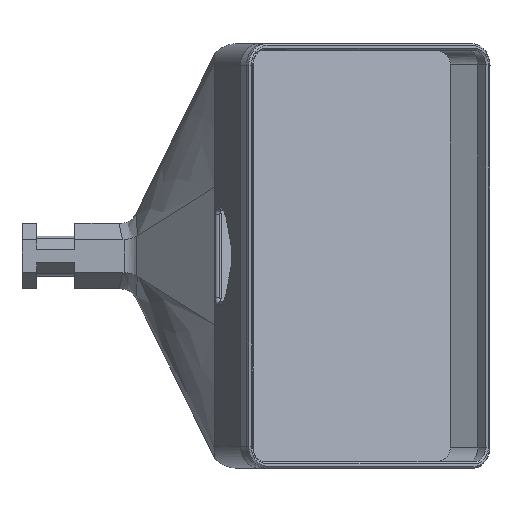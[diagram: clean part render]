
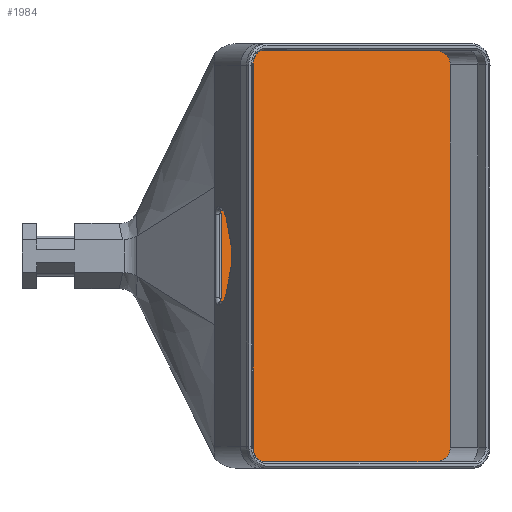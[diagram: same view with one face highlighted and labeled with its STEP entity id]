
A CAD part, top view. The second image highlights one B-rep face of the part: STEP entity #1984.
In plain terms, the highlighted planar face has unit normal (0.5, 0, 0.866).
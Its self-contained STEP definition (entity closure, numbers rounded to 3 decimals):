
#26=ELLIPSE('',#2083,7.185,1.);
#28=ELLIPSE('',#2098,7.185,1.);
#47=ELLIPSE('',#2167,4.944,4.);
#49=ELLIPSE('',#2171,4.944,4.);
#50=ELLIPSE('',#2172,4.039,4.);
#51=ELLIPSE('',#2173,4.039,4.);
#156=PLANE('',#2170);
#268=LINE('',#3603,#444);
#298=LINE('',#3753,#474);
#327=LINE('',#3852,#503);
#328=LINE('',#3856,#504);
#329=LINE('',#3858,#505);
#330=LINE('',#3861,#506);
#444=VECTOR('',#2407,10.);
#474=VECTOR('',#2561,10.);
#503=VECTOR('',#2678,10.);
#504=VECTOR('',#2683,10.);
#505=VECTOR('',#2684,10.);
#506=VECTOR('',#2687,10.);
#654=FACE_OUTER_BOUND('',#768,.T.);
#768=EDGE_LOOP('',(#1811,#1812,#1813,#1814,#1815,#1816,#1817,#1818,#1819,
#1820,#1821,#1822,#1823,#1824));
#815=B_SPLINE_CURVE_WITH_KNOTS('',3,(#3637,#3638,#3639,#3640,#3641,#3642,
#3643,#3644),.UNSPECIFIED.,.F.,.F.,(4,2,2,4),(0.507,0.587,
0.629,0.634),.UNSPECIFIED.);
#816=B_SPLINE_CURVE_WITH_KNOTS('',3,(#3671,#3672,#3673,#3674,#3675,#3676,
#3677,#3678),.UNSPECIFIED.,.F.,.F.,(4,2,2,4),(0.721,0.726,
0.768,0.848),.UNSPECIFIED.);
#925=VERTEX_POINT('',#3600);
#926=VERTEX_POINT('',#3602);
#937=VERTEX_POINT('',#3635);
#938=VERTEX_POINT('',#3636);
#941=VERTEX_POINT('',#3654);
#947=VERTEX_POINT('',#3669);
#948=VERTEX_POINT('',#3670);
#953=VERTEX_POINT('',#3694);
#991=VERTEX_POINT('',#3840);
#992=VERTEX_POINT('',#3842);
#994=VERTEX_POINT('',#3851);
#995=VERTEX_POINT('',#3854);
#996=VERTEX_POINT('',#3857);
#997=VERTEX_POINT('',#3859);
#1158=EDGE_CURVE('',#926,#925,#268,.T.);
#1174=EDGE_CURVE('',#937,#938,#815,.F.);
#1180=EDGE_CURVE('',#937,#941,#26,.T.);
#1187=EDGE_CURVE('',#947,#948,#816,.T.);
#1196=EDGE_CURVE('',#953,#947,#28,.T.);
#1226=EDGE_CURVE('',#941,#953,#298,.T.);
#1270=EDGE_CURVE('',#992,#991,#47,.T.);
#1275=EDGE_CURVE('',#994,#991,#327,.T.);
#1276=EDGE_CURVE('',#994,#926,#49,.T.);
#1277=EDGE_CURVE('',#925,#995,#50,.T.);
#1278=EDGE_CURVE('',#995,#938,#328,.T.);
#1279=EDGE_CURVE('',#948,#996,#329,.T.);
#1280=EDGE_CURVE('',#996,#997,#51,.T.);
#1281=EDGE_CURVE('',#997,#992,#330,.T.);
#1811=ORIENTED_EDGE('',*,*,#1270,.T.);
#1812=ORIENTED_EDGE('',*,*,#1275,.F.);
#1813=ORIENTED_EDGE('',*,*,#1276,.T.);
#1814=ORIENTED_EDGE('',*,*,#1158,.T.);
#1815=ORIENTED_EDGE('',*,*,#1277,.T.);
#1816=ORIENTED_EDGE('',*,*,#1278,.T.);
#1817=ORIENTED_EDGE('',*,*,#1174,.F.);
#1818=ORIENTED_EDGE('',*,*,#1180,.T.);
#1819=ORIENTED_EDGE('',*,*,#1226,.T.);
#1820=ORIENTED_EDGE('',*,*,#1196,.T.);
#1821=ORIENTED_EDGE('',*,*,#1187,.T.);
#1822=ORIENTED_EDGE('',*,*,#1279,.T.);
#1823=ORIENTED_EDGE('',*,*,#1280,.T.);
#1824=ORIENTED_EDGE('',*,*,#1281,.T.);
#1984=ADVANCED_FACE('',(#654),#156,.T.);
#2083=AXIS2_PLACEMENT_3D('',#3655,#2454,#2455);
#2098=AXIS2_PLACEMENT_3D('',#3695,#2489,#2490);
#2167=AXIS2_PLACEMENT_3D('',#3843,#2667,#2668);
#2170=AXIS2_PLACEMENT_3D('',#3850,#2676,#2677);
#2171=AXIS2_PLACEMENT_3D('',#3853,#2679,#2680);
#2172=AXIS2_PLACEMENT_3D('',#3855,#2681,#2682);
#2173=AXIS2_PLACEMENT_3D('',#3860,#2685,#2686);
#2407=DIRECTION('',(-0.866,0.,0.5));
#2454=DIRECTION('center_axis',(-0.5,0.,
-0.866));
#2455=DIRECTION('ref_axis',(0.866,0.,-0.5));
#2489=DIRECTION('center_axis',(-0.5,0.,
-0.866));
#2490=DIRECTION('ref_axis',(0.866,0.,-0.5));
#2561=DIRECTION('',(0.,-1.,0.));
#2667=DIRECTION('center_axis',(0.5,0.,0.866));
#2668=DIRECTION('ref_axis',(0.866,0.,-0.5));
#2676=DIRECTION('center_axis',(0.5,0.,0.866));
#2677=DIRECTION('ref_axis',(-0.866,0.,0.5));
#2678=DIRECTION('',(0.,-1.,0.));
#2679=DIRECTION('center_axis',(0.5,0.,0.866));
#2680=DIRECTION('ref_axis',(0.866,0.,-0.5));
#2681=DIRECTION('center_axis',(0.5,0.,0.866));
#2682=DIRECTION('ref_axis',(-0.866,0.,0.5));
#2683=DIRECTION('',(0.,-1.,0.));
#2684=DIRECTION('',(0.,-1.,0.));
#2685=DIRECTION('center_axis',(0.5,0.,0.866));
#2686=DIRECTION('ref_axis',(-0.866,0.,0.5));
#2687=DIRECTION('',(0.866,0.,-0.5));
#3600=CARTESIAN_POINT('',(-44.716,56.5,35.89));
#3602=CARTESIAN_POINT('',(10.253,56.5,4.153));
#3603=CARTESIAN_POINT('',(16.874,56.5,0.331));
#3635=CARTESIAN_POINT('',(-48.651,11.868,38.162));
#3636=CARTESIAN_POINT('',(-48.214,13.075,37.909));
#3637=CARTESIAN_POINT('Ctrl Pts',(-48.214,13.075,37.909));
#3638=CARTESIAN_POINT('Ctrl Pts',(-48.214,12.811,37.909));
#3639=CARTESIAN_POINT('Ctrl Pts',(-48.295,12.507,37.956));
#3640=CARTESIAN_POINT('Ctrl Pts',(-48.465,12.152,38.054));
#3641=CARTESIAN_POINT('Ctrl Pts',(-48.549,12.013,38.103));
#3642=CARTESIAN_POINT('Ctrl Pts',(-48.634,11.892,38.152));
#3643=CARTESIAN_POINT('Ctrl Pts',(-48.642,11.88,38.157));
#3644=CARTESIAN_POINT('Ctrl Pts',(-48.651,11.868,38.162));
#3654=CARTESIAN_POINT('',(-48.214,11.5,37.909));
#3655=CARTESIAN_POINT('Origin',(-54.437,11.5,41.502));
#3669=CARTESIAN_POINT('',(-48.651,-11.868,38.162));
#3670=CARTESIAN_POINT('',(-48.214,-13.075,37.909));
#3671=CARTESIAN_POINT('Ctrl Pts',(-48.651,-11.868,38.162));
#3672=CARTESIAN_POINT('Ctrl Pts',(-48.642,-11.88,38.157));
#3673=CARTESIAN_POINT('Ctrl Pts',(-48.634,-11.892,38.152));
#3674=CARTESIAN_POINT('Ctrl Pts',(-48.549,-12.013,38.103));
#3675=CARTESIAN_POINT('Ctrl Pts',(-48.465,-12.152,38.054));
#3676=CARTESIAN_POINT('Ctrl Pts',(-48.295,-12.507,37.956));
#3677=CARTESIAN_POINT('Ctrl Pts',(-48.214,-12.811,37.909));
#3678=CARTESIAN_POINT('Ctrl Pts',(-48.214,-13.075,37.909));
#3694=CARTESIAN_POINT('',(-48.214,-11.5,37.909));
#3695=CARTESIAN_POINT('Origin',(-54.437,-11.5,41.502));
#3753=CARTESIAN_POINT('',(-48.214,0.,37.909));
#3840=CARTESIAN_POINT('',(14.535,-52.5,1.681));
#3842=CARTESIAN_POINT('',(10.253,-56.5,4.153));
#3843=CARTESIAN_POINT('Origin',(10.253,-52.5,4.153));
#3850=CARTESIAN_POINT('Origin',(14.535,0.,
1.681));
#3851=CARTESIAN_POINT('',(14.535,52.5,1.681));
#3852=CARTESIAN_POINT('',(14.535,0.,1.681));
#3853=CARTESIAN_POINT('Origin',(10.253,52.5,4.153));
#3854=CARTESIAN_POINT('',(-48.214,52.5,37.909));
#3855=CARTESIAN_POINT('Origin',(-44.716,52.5,35.89));
#3856=CARTESIAN_POINT('',(-48.214,0.,37.909));
#3857=CARTESIAN_POINT('',(-48.214,-52.5,37.909));
#3858=CARTESIAN_POINT('',(-48.214,0.,37.909));
#3859=CARTESIAN_POINT('',(-44.716,-56.5,35.89));
#3860=CARTESIAN_POINT('Origin',(-44.716,-52.5,35.89));
#3861=CARTESIAN_POINT('',(-17.662,-56.5,20.27));
